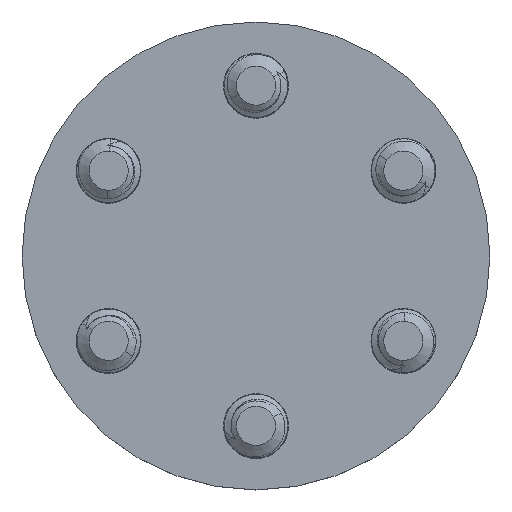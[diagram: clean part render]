
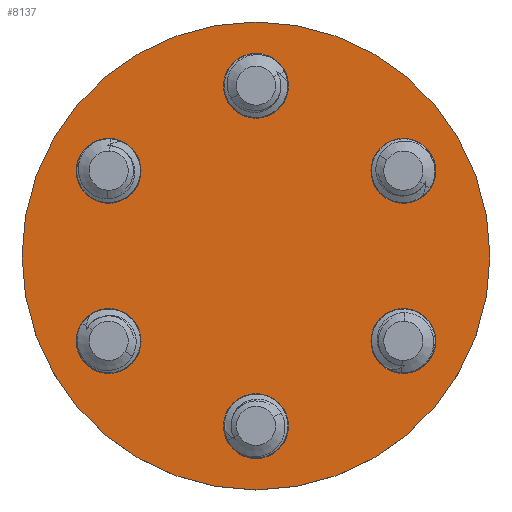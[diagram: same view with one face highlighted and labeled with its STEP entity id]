
A CAD part, top view. The second image highlights one B-rep face of the part: STEP entity #8137.
In plain terms, the highlighted planar face has unit normal (0, 0, 1).
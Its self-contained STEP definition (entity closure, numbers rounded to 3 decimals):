
#254 = EDGE_CURVE ( 'NONE', #11084, #6876, #1764, .T. ) ;
#293 = FACE_BOUND ( 'NONE', #5318, .T. ) ;
#297 = DIRECTION ( 'NONE',  ( 1., 0., 0. ) ) ;
#525 = CARTESIAN_POINT ( 'NONE',  ( 5.403, -4., 2.1 ) ) ;
#609 = CIRCLE ( 'NONE', #3611, 1.525 ) ;
#695 = VERTEX_POINT ( 'NONE', #5009 ) ;
#737 = VERTEX_POINT ( 'NONE', #5142 ) ;
#741 = AXIS2_PLACEMENT_3D ( 'NONE', #10215, #9278, #3747 ) ;
#767 = DIRECTION ( 'NONE',  ( 0., 0., 1. ) ) ;
#770 = EDGE_LOOP ( 'NONE', ( #1606, #6326 ) ) ;
#880 = CARTESIAN_POINT ( 'NONE',  ( 0., 8., 2.1 ) ) ;
#899 = ORIENTED_EDGE ( 'NONE', *, *, #11394, .F. ) ;
#1020 = CARTESIAN_POINT ( 'NONE',  ( 6.928, 4., 2.1 ) ) ;
#1055 = AXIS2_PLACEMENT_3D ( 'NONE', #1401, #4056, #4973 ) ;
#1069 = VERTEX_POINT ( 'NONE', #7669 ) ;
#1098 = AXIS2_PLACEMENT_3D ( 'NONE', #10145, #9289, #10109 ) ;
#1233 = AXIS2_PLACEMENT_3D ( 'NONE', #880, #9118, #1813 ) ;
#1328 = AXIS2_PLACEMENT_3D ( 'NONE', #11891, #10939, #6329 ) ;
#1401 = CARTESIAN_POINT ( 'NONE',  ( 0., 0., 2.1 ) ) ;
#1482 = CIRCLE ( 'NONE', #1842, 1.525 ) ;
#1493 = EDGE_CURVE ( 'NONE', #737, #5404, #10294, .T. ) ;
#1543 = CIRCLE ( 'NONE', #11982, 1.525 ) ;
#1589 = ORIENTED_EDGE ( 'NONE', *, *, #2392, .F. ) ;
#1606 = ORIENTED_EDGE ( 'NONE', *, *, #1493, .F. ) ;
#1678 = ORIENTED_EDGE ( 'NONE', *, *, #6061, .F. ) ;
#1707 = AXIS2_PLACEMENT_3D ( 'NONE', #3373, #10821, #6233 ) ;
#1742 = CARTESIAN_POINT ( 'NONE',  ( 6.928, 4., 2.1 ) ) ;
#1755 = ORIENTED_EDGE ( 'NONE', *, *, #7096, .T. ) ;
#1764 = CIRCLE ( 'NONE', #1233, 1.525 ) ;
#1777 = DIRECTION ( 'NONE',  ( 1., 0., 0. ) ) ;
#1783 = DIRECTION ( 'NONE',  ( 0., 0., 1. ) ) ;
#1813 = DIRECTION ( 'NONE',  ( 1., 0., 0. ) ) ;
#1842 = AXIS2_PLACEMENT_3D ( 'NONE', #4412, #3508, #4447 ) ;
#1877 = FACE_BOUND ( 'NONE', #9851, .T. ) ;
#1901 = CARTESIAN_POINT ( 'NONE',  ( -6.928, 4., 2.1 ) ) ;
#2218 = CIRCLE ( 'NONE', #3524, 1.525 ) ;
#2314 = CIRCLE ( 'NONE', #10545, 1.525 ) ;
#2392 = EDGE_CURVE ( 'NONE', #3826, #5849, #1543, .T. ) ;
#2408 = CARTESIAN_POINT ( 'NONE',  ( -5.403, 4., 2.1 ) ) ;
#2656 = DIRECTION ( 'NONE',  ( 1., 0., 0. ) ) ;
#2936 = ORIENTED_EDGE ( 'NONE', *, *, #254, .F. ) ;
#2977 = CARTESIAN_POINT ( 'NONE',  ( 0., 0., 2.1 ) ) ;
#3035 = CIRCLE ( 'NONE', #6440, 1.525 ) ;
#3190 = ORIENTED_EDGE ( 'NONE', *, *, #5698, .F. ) ;
#3204 = EDGE_LOOP ( 'NONE', ( #10138, #3190 ) ) ;
#3373 = CARTESIAN_POINT ( 'NONE',  ( 0., -8., 2.1 ) ) ;
#3466 = CARTESIAN_POINT ( 'NONE',  ( 6.928, -4., 2.1 ) ) ;
#3508 = DIRECTION ( 'NONE',  ( 0., 0., 1. ) ) ;
#3524 = AXIS2_PLACEMENT_3D ( 'NONE', #1020, #10116, #10197 ) ;
#3611 = AXIS2_PLACEMENT_3D ( 'NONE', #9964, #11927, #11006 ) ;
#3638 = DIRECTION ( 'NONE',  ( 1., 0., 0. ) ) ;
#3747 = DIRECTION ( 'NONE',  ( 1., 0., 0. ) ) ;
#3803 = CARTESIAN_POINT ( 'NONE',  ( -1.525, 8., 2.1 ) ) ;
#3826 = VERTEX_POINT ( 'NONE', #5124 ) ;
#3833 = EDGE_LOOP ( 'NONE', ( #1678, #4994 ) ) ;
#3961 = DIRECTION ( 'NONE',  ( 0., 0., 1. ) ) ;
#4056 = DIRECTION ( 'NONE',  ( 0., 0., 1. ) ) ;
#4060 = FACE_OUTER_BOUND ( 'NONE', #11864, .T. ) ;
#4072 = EDGE_CURVE ( 'NONE', #10676, #6411, #4979, .T. ) ;
#4412 = CARTESIAN_POINT ( 'NONE',  ( 0., -8., 2.1 ) ) ;
#4447 = DIRECTION ( 'NONE',  ( 1., 0., 0. ) ) ;
#4663 = ORIENTED_EDGE ( 'NONE', *, *, #9947, .F. ) ;
#4786 = EDGE_CURVE ( 'NONE', #5849, #3826, #2218, .T. ) ;
#4935 = CIRCLE ( 'NONE', #1055, 11. ) ;
#4963 = CIRCLE ( 'NONE', #11722, 11. ) ;
#4973 = DIRECTION ( 'NONE',  ( 1., 0., 0. ) ) ;
#4979 = CIRCLE ( 'NONE', #1098, 1.525 ) ;
#4994 = ORIENTED_EDGE ( 'NONE', *, *, #4072, .F. ) ;
#5001 = EDGE_CURVE ( 'NONE', #10570, #695, #4963, .T. ) ;
#5009 = CARTESIAN_POINT ( 'NONE',  ( 11., 0., 2.1 ) ) ;
#5033 = CARTESIAN_POINT ( 'NONE',  ( -8.453, -4., 2.1 ) ) ;
#5124 = CARTESIAN_POINT ( 'NONE',  ( 8.453, 4., 2.1 ) ) ;
#5142 = CARTESIAN_POINT ( 'NONE',  ( -1.525, -8., 2.1 ) ) ;
#5318 = EDGE_LOOP ( 'NONE', ( #6765, #1589 ) ) ;
#5404 = VERTEX_POINT ( 'NONE', #10144 ) ;
#5514 = DIRECTION ( 'NONE',  ( 1., 0., 0. ) ) ;
#5698 = EDGE_CURVE ( 'NONE', #10785, #10869, #8005, .T. ) ;
#5729 = ORIENTED_EDGE ( 'NONE', *, *, #8559, .F. ) ;
#5828 = CARTESIAN_POINT ( 'NONE',  ( 5.403, 4., 2.1 ) ) ;
#5849 = VERTEX_POINT ( 'NONE', #5828 ) ;
#6061 = EDGE_CURVE ( 'NONE', #6411, #10676, #609, .T. ) ;
#6197 = CARTESIAN_POINT ( 'NONE',  ( 8.453, -4., 2.1 ) ) ;
#6233 = DIRECTION ( 'NONE',  ( 1., 0., 0. ) ) ;
#6326 = ORIENTED_EDGE ( 'NONE', *, *, #7325, .F. ) ;
#6329 = DIRECTION ( 'NONE',  ( 1., 0., 0. ) ) ;
#6411 = VERTEX_POINT ( 'NONE', #5033 ) ;
#6440 = AXIS2_PLACEMENT_3D ( 'NONE', #3466, #767, #2656 ) ;
#6765 = ORIENTED_EDGE ( 'NONE', *, *, #4786, .F. ) ;
#6824 = FACE_BOUND ( 'NONE', #3204, .T. ) ;
#6876 = VERTEX_POINT ( 'NONE', #9175 ) ;
#7096 = EDGE_CURVE ( 'NONE', #695, #10570, #4935, .T. ) ;
#7272 = EDGE_CURVE ( 'NONE', #10869, #10785, #3035, .T. ) ;
#7325 = EDGE_CURVE ( 'NONE', #5404, #737, #1482, .T. ) ;
#7669 = CARTESIAN_POINT ( 'NONE',  ( -8.453, 4., 2.1 ) ) ;
#7676 = AXIS2_PLACEMENT_3D ( 'NONE', #1901, #1783, #5514 ) ;
#8005 = CIRCLE ( 'NONE', #741, 1.525 ) ;
#8137 = ADVANCED_FACE ( 'NONE', ( #11259, #293, #6824, #10418, #9839, #1877, #4060 ), #10296, .T. ) ;
#8200 = AXIS2_PLACEMENT_3D ( 'NONE', #2977, #3961, #11241 ) ;
#8327 = DIRECTION ( 'NONE',  ( 0., 0., 1. ) ) ;
#8358 = CIRCLE ( 'NONE', #7676, 1.525 ) ;
#8542 = CARTESIAN_POINT ( 'NONE',  ( 0., 0., 2.1 ) ) ;
#8559 = EDGE_CURVE ( 'NONE', #6876, #11084, #10579, .T. ) ;
#9118 = DIRECTION ( 'NONE',  ( 0., 0., 1. ) ) ;
#9175 = CARTESIAN_POINT ( 'NONE',  ( 1.525, 8., 2.1 ) ) ;
#9191 = CARTESIAN_POINT ( 'NONE',  ( -11., 0., 2.1 ) ) ;
#9278 = DIRECTION ( 'NONE',  ( 0., 0., 1. ) ) ;
#9289 = DIRECTION ( 'NONE',  ( 0., 0., 1. ) ) ;
#9693 = CARTESIAN_POINT ( 'NONE',  ( -5.403, -4., 2.1 ) ) ;
#9839 = FACE_BOUND ( 'NONE', #3833, .T. ) ;
#9851 = EDGE_LOOP ( 'NONE', ( #4663, #899 ) ) ;
#9947 = EDGE_CURVE ( 'NONE', #1069, #11139, #2314, .T. ) ;
#9964 = CARTESIAN_POINT ( 'NONE',  ( -6.928, -4., 2.1 ) ) ;
#10109 = DIRECTION ( 'NONE',  ( 1., 0., 0. ) ) ;
#10116 = DIRECTION ( 'NONE',  ( 0., 0., 1. ) ) ;
#10138 = ORIENTED_EDGE ( 'NONE', *, *, #7272, .F. ) ;
#10144 = CARTESIAN_POINT ( 'NONE',  ( 1.525, -8., 2.1 ) ) ;
#10145 = CARTESIAN_POINT ( 'NONE',  ( -6.928, -4., 2.1 ) ) ;
#10197 = DIRECTION ( 'NONE',  ( 1., 0., 0. ) ) ;
#10215 = CARTESIAN_POINT ( 'NONE',  ( 6.928, -4., 2.1 ) ) ;
#10294 = CIRCLE ( 'NONE', #1707, 1.525 ) ;
#10296 = PLANE ( 'NONE',  #8200 ) ;
#10316 = DIRECTION ( 'NONE',  ( 0., 0., 1. ) ) ;
#10418 = FACE_BOUND ( 'NONE', #770, .T. ) ;
#10545 = AXIS2_PLACEMENT_3D ( 'NONE', #10982, #11977, #1777 ) ;
#10570 = VERTEX_POINT ( 'NONE', #9191 ) ;
#10579 = CIRCLE ( 'NONE', #1328, 1.525 ) ;
#10650 = EDGE_LOOP ( 'NONE', ( #2936, #5729 ) ) ;
#10676 = VERTEX_POINT ( 'NONE', #9693 ) ;
#10785 = VERTEX_POINT ( 'NONE', #6197 ) ;
#10821 = DIRECTION ( 'NONE',  ( 0., 0., 1. ) ) ;
#10869 = VERTEX_POINT ( 'NONE', #525 ) ;
#10939 = DIRECTION ( 'NONE',  ( 0., 0., 1. ) ) ;
#10982 = CARTESIAN_POINT ( 'NONE',  ( -6.928, 4., 2.1 ) ) ;
#11006 = DIRECTION ( 'NONE',  ( 1., 0., 0. ) ) ;
#11042 = ORIENTED_EDGE ( 'NONE', *, *, #5001, .T. ) ;
#11084 = VERTEX_POINT ( 'NONE', #3803 ) ;
#11139 = VERTEX_POINT ( 'NONE', #2408 ) ;
#11241 = DIRECTION ( 'NONE',  ( 1., 0., 0. ) ) ;
#11259 = FACE_BOUND ( 'NONE', #10650, .T. ) ;
#11394 = EDGE_CURVE ( 'NONE', #11139, #1069, #8358, .T. ) ;
#11722 = AXIS2_PLACEMENT_3D ( 'NONE', #8542, #10316, #297 ) ;
#11864 = EDGE_LOOP ( 'NONE', ( #11042, #1755 ) ) ;
#11891 = CARTESIAN_POINT ( 'NONE',  ( 0., 8., 2.1 ) ) ;
#11927 = DIRECTION ( 'NONE',  ( 0., 0., 1. ) ) ;
#11977 = DIRECTION ( 'NONE',  ( 0., 0., 1. ) ) ;
#11982 = AXIS2_PLACEMENT_3D ( 'NONE', #1742, #8327, #3638 ) ;
